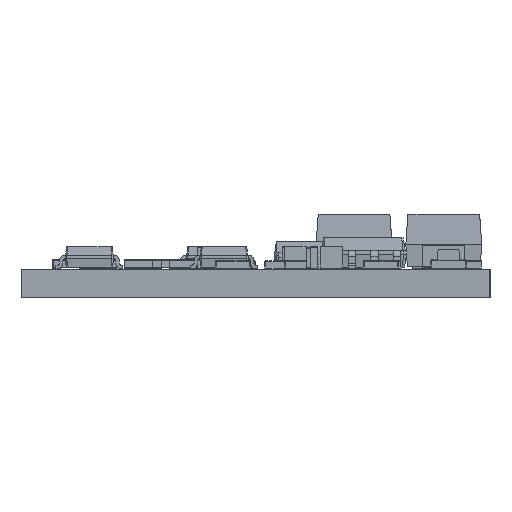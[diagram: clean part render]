
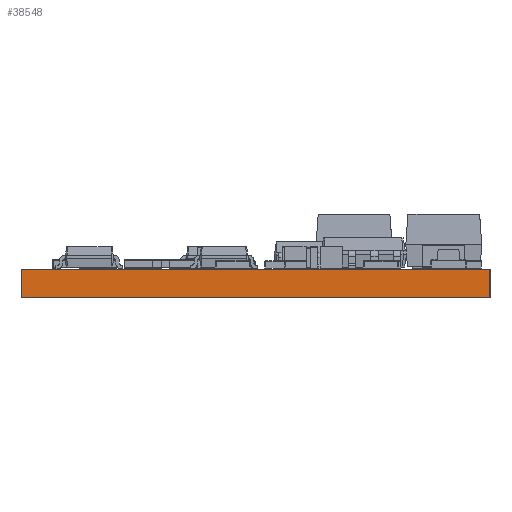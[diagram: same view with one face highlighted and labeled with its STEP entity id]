
A CAD part, left-side view. The second image highlights one B-rep face of the part: STEP entity #38548.
In plain terms, the highlighted planar face has unit normal (-1, 0, 0).
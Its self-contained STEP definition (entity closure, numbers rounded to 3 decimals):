
#38548 = ADVANCED_FACE('',(#38549),#38563,.T.);
#38549 = FACE_BOUND('',#38550,.T.);
#38550 = EDGE_LOOP('',(#38551,#38586,#38614,#38642));
#38551 = ORIENTED_EDGE('',*,*,#38552,.T.);
#38552 = EDGE_CURVE('',#38553,#38555,#38557,.T.);
#38553 = VERTEX_POINT('',#38554);
#38554 = CARTESIAN_POINT('',(7.,-11.,0.));
#38555 = VERTEX_POINT('',#38556);
#38556 = CARTESIAN_POINT('',(7.,-11.,1.6));
#38557 = SURFACE_CURVE('',#38558,(#38562,#38574),.PCURVE_S1.);
#38558 = LINE('',#38559,#38560);
#38559 = CARTESIAN_POINT('',(7.,-11.,0.));
#38560 = VECTOR('',#38561,1.);
#38561 = DIRECTION('',(0.,0.,1.));
#38562 = PCURVE('',#38563,#38568);
#38563 = PLANE('',#38564);
#38564 = AXIS2_PLACEMENT_3D('',#38565,#38566,#38567);
#38565 = CARTESIAN_POINT('',(7.,-11.,0.));
#38566 = DIRECTION('',(-1.,0.,0.));
#38567 = DIRECTION('',(0.,1.,0.));
#38568 = DEFINITIONAL_REPRESENTATION('',(#38569),#38573);
#38569 = LINE('',#38570,#38571);
#38570 = CARTESIAN_POINT('',(0.,0.));
#38571 = VECTOR('',#38572,1.);
#38572 = DIRECTION('',(0.,-1.));
#38573 = ( GEOMETRIC_REPRESENTATION_CONTEXT(2) 
PARAMETRIC_REPRESENTATION_CONTEXT() REPRESENTATION_CONTEXT('2D SPACE',''
  ) );
#38574 = PCURVE('',#38575,#38580);
#38575 = PLANE('',#38576);
#38576 = AXIS2_PLACEMENT_3D('',#38577,#38578,#38579);
#38577 = CARTESIAN_POINT('',(41.5,-11.,0.));
#38578 = DIRECTION('',(0.,-1.,0.));
#38579 = DIRECTION('',(-1.,0.,0.));
#38580 = DEFINITIONAL_REPRESENTATION('',(#38581),#38585);
#38581 = LINE('',#38582,#38583);
#38582 = CARTESIAN_POINT('',(34.5,0.));
#38583 = VECTOR('',#38584,1.);
#38584 = DIRECTION('',(0.,-1.));
#38585 = ( GEOMETRIC_REPRESENTATION_CONTEXT(2) 
PARAMETRIC_REPRESENTATION_CONTEXT() REPRESENTATION_CONTEXT('2D SPACE',''
  ) );
#38586 = ORIENTED_EDGE('',*,*,#38587,.T.);
#38587 = EDGE_CURVE('',#38555,#38588,#38590,.T.);
#38588 = VERTEX_POINT('',#38589);
#38589 = CARTESIAN_POINT('',(7.,15.5,1.6));
#38590 = SURFACE_CURVE('',#38591,(#38595,#38602),.PCURVE_S1.);
#38591 = LINE('',#38592,#38593);
#38592 = CARTESIAN_POINT('',(7.,-11.,1.6));
#38593 = VECTOR('',#38594,1.);
#38594 = DIRECTION('',(0.,1.,0.));
#38595 = PCURVE('',#38563,#38596);
#38596 = DEFINITIONAL_REPRESENTATION('',(#38597),#38601);
#38597 = LINE('',#38598,#38599);
#38598 = CARTESIAN_POINT('',(0.,-1.6));
#38599 = VECTOR('',#38600,1.);
#38600 = DIRECTION('',(1.,0.));
#38601 = ( GEOMETRIC_REPRESENTATION_CONTEXT(2) 
PARAMETRIC_REPRESENTATION_CONTEXT() REPRESENTATION_CONTEXT('2D SPACE',''
  ) );
#38602 = PCURVE('',#38603,#38608);
#38603 = PLANE('',#38604);
#38604 = AXIS2_PLACEMENT_3D('',#38605,#38606,#38607);
#38605 = CARTESIAN_POINT('',(24.25,2.25,1.6));
#38606 = DIRECTION('',(-0.,-0.,-1.));
#38607 = DIRECTION('',(-1.,0.,0.));
#38608 = DEFINITIONAL_REPRESENTATION('',(#38609),#38613);
#38609 = LINE('',#38610,#38611);
#38610 = CARTESIAN_POINT('',(17.25,-13.25));
#38611 = VECTOR('',#38612,1.);
#38612 = DIRECTION('',(0.,1.));
#38613 = ( GEOMETRIC_REPRESENTATION_CONTEXT(2) 
PARAMETRIC_REPRESENTATION_CONTEXT() REPRESENTATION_CONTEXT('2D SPACE',''
  ) );
#38614 = ORIENTED_EDGE('',*,*,#38615,.F.);
#38615 = EDGE_CURVE('',#38616,#38588,#38618,.T.);
#38616 = VERTEX_POINT('',#38617);
#38617 = CARTESIAN_POINT('',(7.,15.5,0.));
#38618 = SURFACE_CURVE('',#38619,(#38623,#38630),.PCURVE_S1.);
#38619 = LINE('',#38620,#38621);
#38620 = CARTESIAN_POINT('',(7.,15.5,0.));
#38621 = VECTOR('',#38622,1.);
#38622 = DIRECTION('',(0.,0.,1.));
#38623 = PCURVE('',#38563,#38624);
#38624 = DEFINITIONAL_REPRESENTATION('',(#38625),#38629);
#38625 = LINE('',#38626,#38627);
#38626 = CARTESIAN_POINT('',(26.5,0.));
#38627 = VECTOR('',#38628,1.);
#38628 = DIRECTION('',(0.,-1.));
#38629 = ( GEOMETRIC_REPRESENTATION_CONTEXT(2) 
PARAMETRIC_REPRESENTATION_CONTEXT() REPRESENTATION_CONTEXT('2D SPACE',''
  ) );
#38630 = PCURVE('',#38631,#38636);
#38631 = PLANE('',#38632);
#38632 = AXIS2_PLACEMENT_3D('',#38633,#38634,#38635);
#38633 = CARTESIAN_POINT('',(7.,15.5,0.));
#38634 = DIRECTION('',(0.,1.,0.));
#38635 = DIRECTION('',(1.,0.,0.));
#38636 = DEFINITIONAL_REPRESENTATION('',(#38637),#38641);
#38637 = LINE('',#38638,#38639);
#38638 = CARTESIAN_POINT('',(0.,0.));
#38639 = VECTOR('',#38640,1.);
#38640 = DIRECTION('',(0.,-1.));
#38641 = ( GEOMETRIC_REPRESENTATION_CONTEXT(2) 
PARAMETRIC_REPRESENTATION_CONTEXT() REPRESENTATION_CONTEXT('2D SPACE',''
  ) );
#38642 = ORIENTED_EDGE('',*,*,#38643,.F.);
#38643 = EDGE_CURVE('',#38553,#38616,#38644,.T.);
#38644 = SURFACE_CURVE('',#38645,(#38649,#38656),.PCURVE_S1.);
#38645 = LINE('',#38646,#38647);
#38646 = CARTESIAN_POINT('',(7.,-11.,0.));
#38647 = VECTOR('',#38648,1.);
#38648 = DIRECTION('',(0.,1.,0.));
#38649 = PCURVE('',#38563,#38650);
#38650 = DEFINITIONAL_REPRESENTATION('',(#38651),#38655);
#38651 = LINE('',#38652,#38653);
#38652 = CARTESIAN_POINT('',(0.,0.));
#38653 = VECTOR('',#38654,1.);
#38654 = DIRECTION('',(1.,0.));
#38655 = ( GEOMETRIC_REPRESENTATION_CONTEXT(2) 
PARAMETRIC_REPRESENTATION_CONTEXT() REPRESENTATION_CONTEXT('2D SPACE',''
  ) );
#38656 = PCURVE('',#38657,#38662);
#38657 = PLANE('',#38658);
#38658 = AXIS2_PLACEMENT_3D('',#38659,#38660,#38661);
#38659 = CARTESIAN_POINT('',(24.25,2.25,0.));
#38660 = DIRECTION('',(-0.,-0.,-1.));
#38661 = DIRECTION('',(-1.,0.,0.));
#38662 = DEFINITIONAL_REPRESENTATION('',(#38663),#38667);
#38663 = LINE('',#38664,#38665);
#38664 = CARTESIAN_POINT('',(17.25,-13.25));
#38665 = VECTOR('',#38666,1.);
#38666 = DIRECTION('',(0.,1.));
#38667 = ( GEOMETRIC_REPRESENTATION_CONTEXT(2) 
PARAMETRIC_REPRESENTATION_CONTEXT() REPRESENTATION_CONTEXT('2D SPACE',''
  ) );
